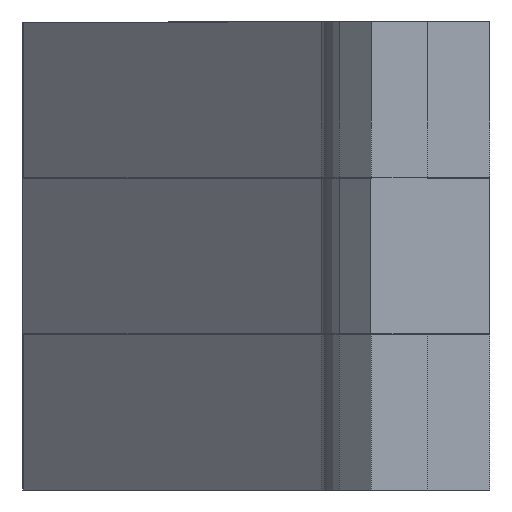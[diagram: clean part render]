
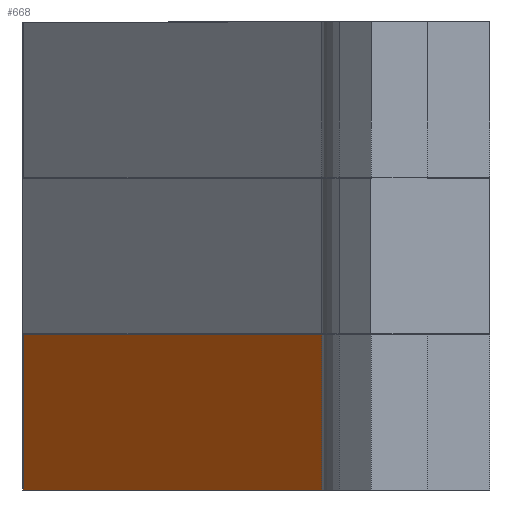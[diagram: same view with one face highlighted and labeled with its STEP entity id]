
A CAD part, left-side view. The second image highlights one B-rep face of the part: STEP entity #668.
In plain terms, the highlighted planar face has unit normal (-0.122, 0.993, 0).
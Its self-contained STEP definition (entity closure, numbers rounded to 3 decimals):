
#59=PLANE('',#748);
#92=FACE_OUTER_BOUND('',#130,.T.);
#130=EDGE_LOOP('',(#583,#584,#585,#586));
#202=LINE('',#1117,#272);
#203=LINE('',#1120,#273);
#204=LINE('',#1122,#274);
#205=LINE('',#1123,#275);
#272=VECTOR('',#921,10.);
#273=VECTOR('',#924,10.);
#274=VECTOR('',#925,10.);
#275=VECTOR('',#926,10.);
#353=VERTEX_POINT('',#1113);
#354=VERTEX_POINT('',#1115);
#355=VERTEX_POINT('',#1119);
#356=VERTEX_POINT('',#1121);
#440=EDGE_CURVE('',#353,#354,#202,.T.);
#441=EDGE_CURVE('',#355,#353,#203,.T.);
#442=EDGE_CURVE('',#356,#354,#204,.T.);
#443=EDGE_CURVE('',#355,#356,#205,.T.);
#583=ORIENTED_EDGE('',*,*,#441,.T.);
#584=ORIENTED_EDGE('',*,*,#440,.T.);
#585=ORIENTED_EDGE('',*,*,#442,.F.);
#586=ORIENTED_EDGE('',*,*,#443,.F.);
#668=ADVANCED_FACE('',(#92),#59,.T.);
#748=AXIS2_PLACEMENT_3D('',#1118,#922,#923);
#921=DIRECTION('',(0.,0.,1.));
#922=DIRECTION('center_axis',(-0.122,0.993,0.));
#923=DIRECTION('ref_axis',(-0.993,-0.122,0.));
#924=DIRECTION('',(-0.993,-0.122,0.));
#925=DIRECTION('',(-0.993,-0.122,0.));
#926=DIRECTION('',(0.,0.,1.));
#1113=CARTESIAN_POINT('',(21.536,144.316,0.));
#1115=CARTESIAN_POINT('',(21.536,144.316,7.5));
#1117=CARTESIAN_POINT('',(21.536,144.316,0.));
#1118=CARTESIAN_POINT('Origin',(138.347,158.667,0.));
#1119=CARTESIAN_POINT('',(138.347,158.667,0.));
#1120=CARTESIAN_POINT('',(138.347,158.667,0.));
#1121=CARTESIAN_POINT('',(138.347,158.667,7.5));
#1122=CARTESIAN_POINT('',(138.347,158.667,7.5));
#1123=CARTESIAN_POINT('',(138.347,158.667,0.));
